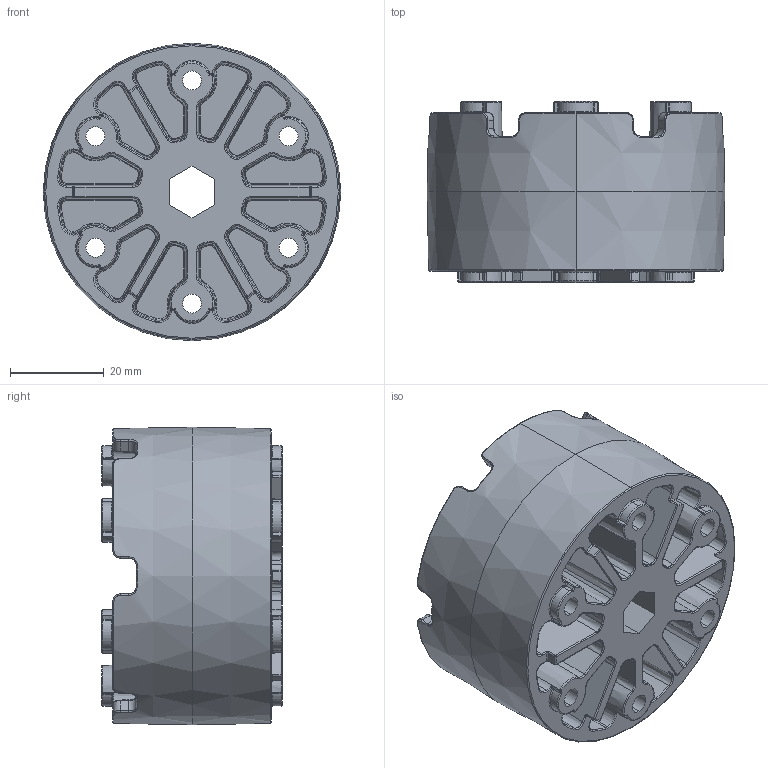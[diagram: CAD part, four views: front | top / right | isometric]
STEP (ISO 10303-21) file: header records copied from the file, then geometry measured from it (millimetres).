
FILE_DESCRIPTION (( 'STEP AP203' ), '1' );
FILE_NAME ('am-4735_hub 4IN Ball Bearing Mecanum Hub, 375IN Hex Bore.STEP', '2022-06-10T21:27:19', ( '' ), ( '' ), 'SwSTEP 2.0', 'SolidWorks 2021', '' );
FILE_SCHEMA (( 'CONFIG_CONTROL_DESIGN' ));
Length unit declared in the file: inch
Products named in the file (1): am-4735_hub 4IN Ball Bearing Mecanum Hub, 375IN Hex Bore
Bounding box: 63.5 x 38.57 x 63.5 mm (x, y, z)
Volume: 63022.1 mm3; surface area: 31751.5 mm2
Topology: 1 solids, 1 shells, 1231 faces, 2912 edges, 1672 vertices
Faces by surface type: bspline 432, torus 355, cylinder 206, cone 107, plane 105, sphere 26
Entity records: 47764 total; most frequent: CARTESIAN_POINT 22100, ORIENTED_EDGE 5800, DIRECTION 5073, EDGE_CURVE 2900, AXIS2_PLACEMENT_3D 2335, VERTEX_POINT 1672, CIRCLE 1535, EDGE_LOOP 1246
